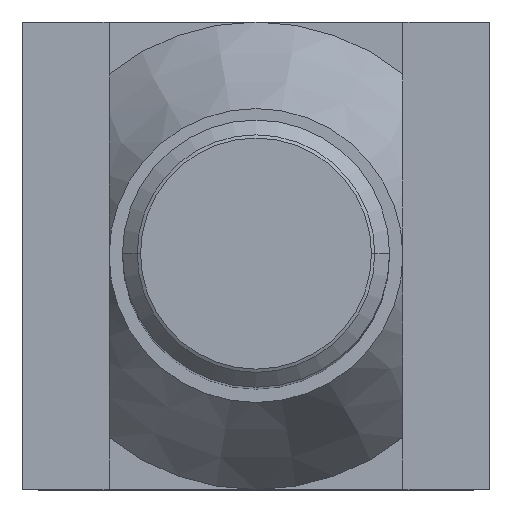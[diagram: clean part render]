
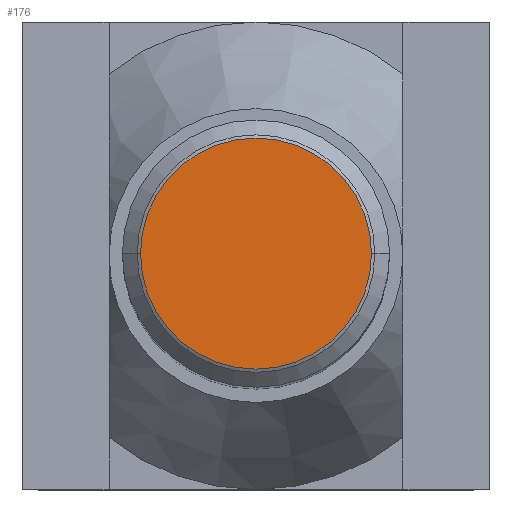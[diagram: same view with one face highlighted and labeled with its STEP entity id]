
A CAD part, top view. The second image highlights one B-rep face of the part: STEP entity #176.
In plain terms, the highlighted planar face has unit normal (0, 0, 1).
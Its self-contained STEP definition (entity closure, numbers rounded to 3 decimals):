
#146=EDGE_CURVE('',#364,#274,#402,.T.);
#176=ADVANCED_FACE('',(#437),#438,.T.);
#274=VERTEX_POINT('',#544);
#344=EDGE_CURVE('',#274,#364,#622,.T.);
#364=VERTEX_POINT('',#643);
#402=CIRCLE('',#675,6.917);
#437=FACE_OUTER_BOUND('',#723,.T.);
#438=PLANE('',#724);
#544=CARTESIAN_POINT('',(6.917,0.,80.0));
#622=CIRCLE('',#993,6.917);
#643=CARTESIAN_POINT('',(-6.917,0.,80.0));
#675=AXIS2_PLACEMENT_3D('',#1071,#1072,#1073);
#723=EDGE_LOOP('',(#1124,#1125));
#724=AXIS2_PLACEMENT_3D('',#1126,#1127,#1128);
#993=AXIS2_PLACEMENT_3D('',#1316,#1317,#1318);
#1071=CARTESIAN_POINT('',(0.,0.,80.0));
#1072=DIRECTION('',(0.0,-0.0,1.0));
#1073=DIRECTION('',(1.0,0.,0.0));
#1124=ORIENTED_EDGE('',*,*,#344,.T.);
#1125=ORIENTED_EDGE('',*,*,#146,.T.);
#1126=CARTESIAN_POINT('',(-3.5,0.,80.0));
#1127=DIRECTION('',(0.0,0.0,1.0));
#1128=DIRECTION('',(-1.0,0.,0.0));
#1316=CARTESIAN_POINT('',(0.,0.,80.0));
#1317=DIRECTION('',(0.0,-0.0,1.0));
#1318=DIRECTION('',(1.0,0.,0.0));
